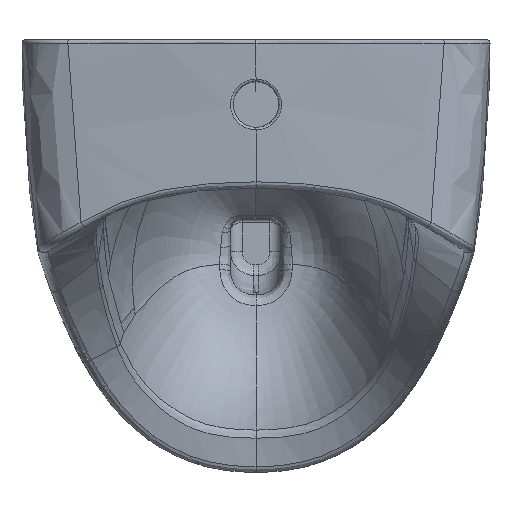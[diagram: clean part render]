
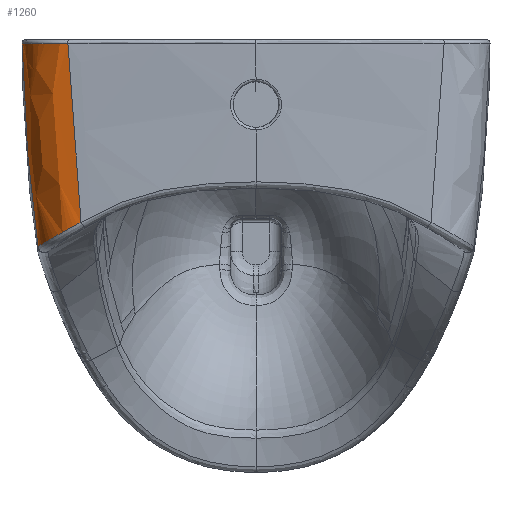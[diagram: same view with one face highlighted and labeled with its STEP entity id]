
A CAD part, top view. The second image highlights one B-rep face of the part: STEP entity #1260.
In plain terms, the highlighted free-form (B-spline) face has degree [3, 2] with [6, 3] control points.
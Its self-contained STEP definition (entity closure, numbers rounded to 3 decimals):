
#245=(
BOUNDED_SURFACE()
B_SPLINE_SURFACE(3,2,((#44284,#44285,#44286),(#44287,#44288,#44289),(#44290,
#44291,#44292),(#44293,#44294,#44295),(#44296,#44297,#44298),(#44299,#44300,
#44301)),.UNSPECIFIED.,.F.,.F.,.F.)
B_SPLINE_SURFACE_WITH_KNOTS((4,2,4),(3,3),(0.,0.5,1.),(0.,1.),
 .UNSPECIFIED.)
GEOMETRIC_REPRESENTATION_ITEM()
RATIONAL_B_SPLINE_SURFACE(((1.,0.753,1.),(1.,0.757,
1.),(1.,0.759,1.),(1.,0.762,1.),(1.,0.761,
1.),(1.,0.758,1.)))
REPRESENTATION_ITEM('')
SURFACE()
);
#1260=ADVANCED_FACE('',(#2006),#245,.T.);
#2006=FACE_OUTER_BOUND('',#2636,.T.);
#2636=EDGE_LOOP('',(#3944,#3945,#3946,#3947));
#3944=ORIENTED_EDGE('',*,*,#7635,.F.);
#3945=ORIENTED_EDGE('',*,*,#7674,.T.);
#3946=ORIENTED_EDGE('',*,*,#7097,.F.);
#3947=ORIENTED_EDGE('',*,*,#7675,.T.);
#6213=VERTEX_POINT('',#12754);
#6214=VERTEX_POINT('',#12761);
#6675=VERTEX_POINT('',#42603);
#6676=VERTEX_POINT('',#42610);
#7097=EDGE_CURVE('',#6213,#6214,#8603,.T.);
#7635=EDGE_CURVE('',#6675,#6676,#9055,.T.);
#7674=EDGE_CURVE('',#6675,#6214,#9088,.T.);
#7675=EDGE_CURVE('',#6213,#6676,#9089,.T.);
#8603=B_SPLINE_CURVE_WITH_KNOTS('',3,(#12755,#12756,#12757,#12758,#12759,
#12760),.UNSPECIFIED.,.F.,.F.,(4,2,4),(0.,0.5,1.),.UNSPECIFIED.);
#9055=B_SPLINE_CURVE_WITH_KNOTS('',3,(#42604,#42605,#42606,#42607,#42608,
#42609),.UNSPECIFIED.,.F.,.F.,(4,2,4),(0.,0.5,1.),.UNSPECIFIED.);
#9088=B_SPLINE_CURVE_WITH_KNOTS('',3,(#44268,#44269,#44270,#44271,#44272,
#44273,#44274,#44275,#44276,#44277),.UNSPECIFIED.,.F.,.F.,(4,2,2,2,4),(0.,
0.25,0.5,0.75,1.),.UNSPECIFIED.);
#9089=B_SPLINE_CURVE_WITH_KNOTS('',3,(#44278,#44279,#44280,#44281,#44282,
#44283),.UNSPECIFIED.,.F.,.F.,(4,2,4),(0.,0.5,1.),.UNSPECIFIED.);
#12754=CARTESIAN_POINT('',(-144.655,-3.066,-8.778));
#12755=CARTESIAN_POINT('',(-144.655,-3.066,-8.778));
#12756=CARTESIAN_POINT('',(-144.001,-26.033,-9.494));
#12757=CARTESIAN_POINT('',(-143.007,-48.989,-10.172));
#12758=CARTESIAN_POINT('',(-139.81,-94.833,-11.368));
#12759=CARTESIAN_POINT('',(-137.643,-117.724,-11.897));
#12760=CARTESIAN_POINT('',(-134.561,-140.503,-12.313));
#12761=CARTESIAN_POINT('',(-134.561,-140.503,-12.313));
#42603=CARTESIAN_POINT('',(-167.75,-159.284,-50.773));
#42604=CARTESIAN_POINT('',(-167.75,-159.284,-50.773));
#42605=CARTESIAN_POINT('',(-171.554,-133.432,-50.078));
#42606=CARTESIAN_POINT('',(-174.196,-107.416,-49.5));
#42607=CARTESIAN_POINT('',(-178.023,-55.284,-48.588));
#42608=CARTESIAN_POINT('',(-179.18,-29.174,-48.211));
#42609=CARTESIAN_POINT('',(-179.902,-3.046,-47.847));
#42610=CARTESIAN_POINT('',(-179.902,-3.046,-47.847));
#44268=CARTESIAN_POINT('',(-167.75,-159.284,-50.773));
#44269=CARTESIAN_POINT('',(-167.58,-159.136,-45.809));
#44270=CARTESIAN_POINT('',(-166.558,-158.503,-40.995));
#44271=CARTESIAN_POINT('',(-162.998,-156.4,-32.044));
#44272=CARTESIAN_POINT('',(-160.509,-154.958,-28.025));
#44273=CARTESIAN_POINT('',(-154.387,-151.457,-21.13));
#44274=CARTESIAN_POINT('',(-150.861,-149.459,-18.358));
#44275=CARTESIAN_POINT('',(-143.029,-145.095,-14.184));
#44276=CARTESIAN_POINT('',(-138.902,-142.832,-12.868));
#44277=CARTESIAN_POINT('',(-134.561,-140.503,-12.313));
#44278=CARTESIAN_POINT('',(-144.655,-3.066,-8.778));
#44279=CARTESIAN_POINT('',(-154.238,-3.083,-9.92));
#44280=CARTESIAN_POINT('',(-163.174,-3.09,-14.566));
#44281=CARTESIAN_POINT('',(-176.026,-3.083,-28.799));
#44282=CARTESIAN_POINT('',(-179.749,-3.068,-38.197));
#44283=CARTESIAN_POINT('',(-179.902,-3.046,-47.847));
#44284=CARTESIAN_POINT('',(-179.942,-1.599,-47.826));
#44285=CARTESIAN_POINT('',(-179.379,-2.679,-12.9));
#44286=CARTESIAN_POINT('',(-144.689,-1.879,-8.741));
#44287=CARTESIAN_POINT('',(-179.234,-27.738,-48.19));
#44288=CARTESIAN_POINT('',(-178.285,-28.635,-13.639));
#44289=CARTESIAN_POINT('',(-143.968,-27.605,-9.544));
#44290=CARTESIAN_POINT('',(-178.094,-54.092,-48.569));
#44291=CARTESIAN_POINT('',(-176.815,-54.949,-14.342));
#44292=CARTESIAN_POINT('',(-142.826,-53.296,-10.3));
#44293=CARTESIAN_POINT('',(-174.246,-106.955,-49.49));
#44294=CARTESIAN_POINT('',(-172.622,-107.555,-15.533));
#44295=CARTESIAN_POINT('',(-138.973,-104.597,-11.602));
#44296=CARTESIAN_POINT('',(-171.568,-133.541,-50.08));
#44297=CARTESIAN_POINT('',(-169.929,-134.169,-16.047));
#44298=CARTESIAN_POINT('',(-136.293,-130.215,-12.162));
#44299=CARTESIAN_POINT('',(-167.61,-160.234,-50.798));
#44300=CARTESIAN_POINT('',(-166.228,-160.608,-16.396));
#44301=CARTESIAN_POINT('',(-132.372,-155.639,-12.575));
